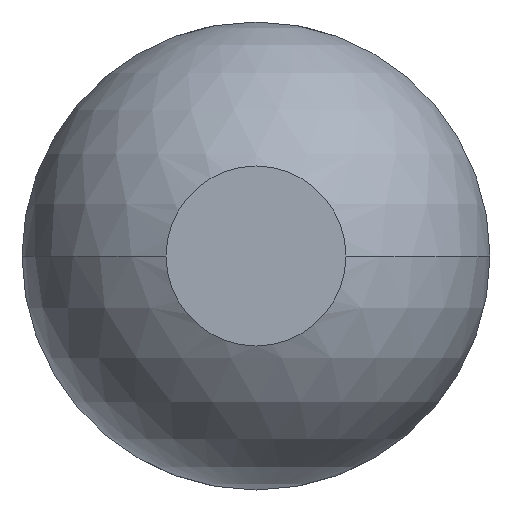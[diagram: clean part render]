
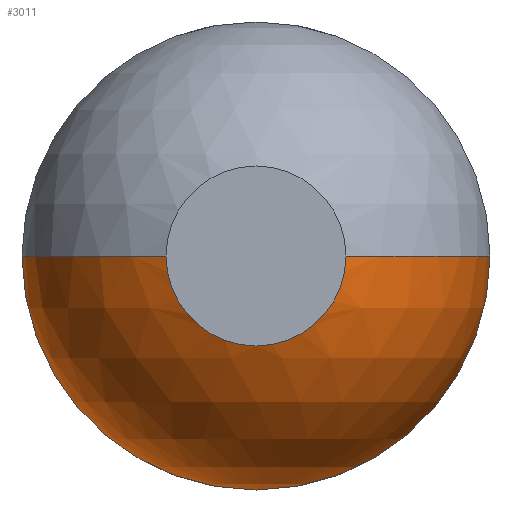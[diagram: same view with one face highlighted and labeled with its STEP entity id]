
A CAD part, front view. The second image highlights one B-rep face of the part: STEP entity #3011.
In plain terms, the highlighted spherical face has radius 0.39 mm.
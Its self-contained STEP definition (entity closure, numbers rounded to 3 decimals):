
#69 = AXIS2_PLACEMENT_3D ( 'NONE', #2229, #176, #2258 ) ;
#91 = VERTEX_POINT ( 'NONE', #1208 ) ;
#122 = CIRCLE ( 'NONE', #69, 0.39 ) ;
#133 = CIRCLE ( 'NONE', #3877, 0.39 ) ;
#158 = ORIENTED_EDGE ( 'NONE', *, *, #1799, .F. ) ;
#163 = CARTESIAN_POINT ( 'NONE',  ( 0., -35.94, -0.39 ) ) ;
#176 = DIRECTION ( 'NONE',  ( 0., 0., -1. ) ) ;
#292 = DIRECTION ( 'NONE',  ( 0., 1., 0. ) ) ;
#371 = DIRECTION ( 'NONE',  ( 0., 0., -1. ) ) ;
#387 = DIRECTION ( 'NONE',  ( 0., -1., 0. ) ) ;
#461 = CIRCLE ( 'NONE', #508, 0.15 ) ;
#508 = AXIS2_PLACEMENT_3D ( 'NONE', #3504, #387, #371 ) ;
#571 = CIRCLE ( 'NONE', #1751, 0.39 ) ;
#605 = ORIENTED_EDGE ( 'NONE', *, *, #3566, .F. ) ;
#737 = DIRECTION ( 'NONE',  ( 1., 0., 0. ) ) ;
#755 = EDGE_CURVE ( 'NONE', #91, #3809, #842, .T. ) ;
#842 = CIRCLE ( 'NONE', #3253, 0.39 ) ;
#1003 = EDGE_CURVE ( 'Defeature ausgef�hrt2_5+Defeature ausgef�hrt2_4+Defeature ausgef�hrt2_4+Defeature ausgef�hrt2_4', #3809, #2239, #571, .T. ) ;
#1087 = DIRECTION ( 'NONE',  ( 0., 0., 1. ) ) ;
#1139 = VERTEX_POINT ( 'NONE', #1839 ) ;
#1208 = CARTESIAN_POINT ( 'NONE',  ( 0.15, -36.3, 0. ) ) ;
#1267 = CARTESIAN_POINT ( 'NONE',  ( 0., -36.3, 0. ) ) ;
#1288 = EDGE_LOOP ( 'NONE', ( #158, #2266, #605, #1869, #1989, #3150 ) ) ;
#1438 = DIRECTION ( 'NONE',  ( 1., 0., 0. ) ) ;
#1751 = AXIS2_PLACEMENT_3D ( 'NONE', #4385, #292, #1965 ) ;
#1799 = EDGE_CURVE ( 'Defeature ausgef�hrt2_11+Defeature ausgef�hrt2_4+Defeature ausgef�hrt2_4+Defeature ausgef�hrt2_4', #4247, #1139, #461, .T. ) ;
#1839 = CARTESIAN_POINT ( 'NONE',  ( 0., -36.3, -0.15 ) ) ;
#1869 = ORIENTED_EDGE ( 'NONE', *, *, #1003, .F. ) ;
#1887 = DIRECTION ( 'NONE',  ( 0., 1., 0. ) ) ;
#1965 = DIRECTION ( 'NONE',  ( 0., 0., 1. ) ) ;
#1989 = ORIENTED_EDGE ( 'NONE', *, *, #755, .F. ) ;
#2125 = CIRCLE ( 'NONE', #2527, 0.15 ) ;
#2175 = CARTESIAN_POINT ( 'NONE',  ( -0.39, -35.94, 0. ) ) ;
#2229 = CARTESIAN_POINT ( 'NONE',  ( 0., -35.94, 0. ) ) ;
#2239 = VERTEX_POINT ( 'NONE', #163 ) ;
#2258 = DIRECTION ( 'NONE',  ( -1., 0., 0. ) ) ;
#2266 = ORIENTED_EDGE ( 'NONE', *, *, #3884, .T. ) ;
#2527 = AXIS2_PLACEMENT_3D ( 'NONE', #1267, #3612, #4363 ) ;
#2887 = CARTESIAN_POINT ( 'NONE',  ( -0.15, -36.3, 0. ) ) ;
#2892 = CARTESIAN_POINT ( 'NONE',  ( 0.39, -35.94, 0. ) ) ;
#2934 = CARTESIAN_POINT ( 'NONE',  ( 0., -35.94, 0. ) ) ;
#3011 = ADVANCED_FACE ( 'Defeature ausgef�hrt2_4', ( #3940 ), #3833, .T. ) ;
#3146 = DIRECTION ( 'NONE',  ( 0., 0., -1. ) ) ;
#3150 = ORIENTED_EDGE ( 'NONE', *, *, #4323, .F. ) ;
#3253 = AXIS2_PLACEMENT_3D ( 'NONE', #3506, #1087, #737 ) ;
#3504 = CARTESIAN_POINT ( 'NONE',  ( 0., -36.3, 0. ) ) ;
#3506 = CARTESIAN_POINT ( 'NONE',  ( 0., -35.94, 0. ) ) ;
#3566 = EDGE_CURVE ( 'Defeature ausgef�hrt2_5+Defeature ausgef�hrt2_4+Defeature ausgef�hrt2_4+Defeature ausgef�hrt2_4', #2239, #4233, #133, .T. ) ;
#3612 = DIRECTION ( 'NONE',  ( 0., -1., 0. ) ) ;
#3809 = VERTEX_POINT ( 'NONE', #2892 ) ;
#3833 = SPHERICAL_SURFACE ( 'NONE', #4174, 0.39 ) ;
#3842 = CARTESIAN_POINT ( 'NONE',  ( 0., -35.94, 0. ) ) ;
#3877 = AXIS2_PLACEMENT_3D ( 'NONE', #2934, #1887, #3990 ) ;
#3884 = EDGE_CURVE ( 'NONE', #4247, #4233, #122, .T. ) ;
#3940 = FACE_OUTER_BOUND ( 'NONE', #1288, .T. ) ;
#3990 = DIRECTION ( 'NONE',  ( 0., 0., 1. ) ) ;
#4174 = AXIS2_PLACEMENT_3D ( 'NONE', #3842, #3146, #1438 ) ;
#4233 = VERTEX_POINT ( 'NONE', #2175 ) ;
#4247 = VERTEX_POINT ( 'NONE', #2887 ) ;
#4323 = EDGE_CURVE ( 'Defeature ausgef�hrt2_11+Defeature ausgef�hrt2_4+Defeature ausgef�hrt2_4+Defeature ausgef�hrt2_4', #1139, #91, #2125, .T. ) ;
#4363 = DIRECTION ( 'NONE',  ( 0., 0., -1. ) ) ;
#4385 = CARTESIAN_POINT ( 'NONE',  ( 0., -35.94, 0. ) ) ;
